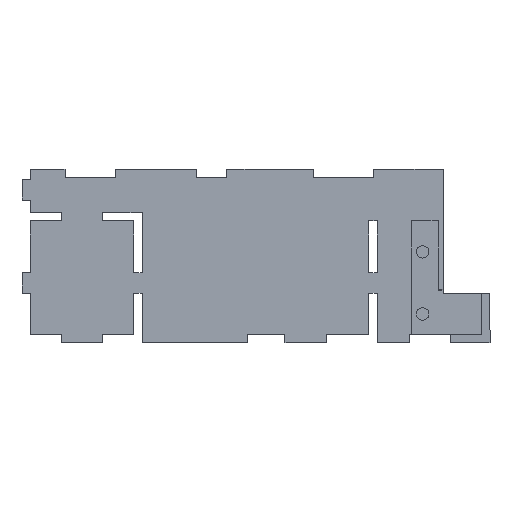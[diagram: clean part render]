
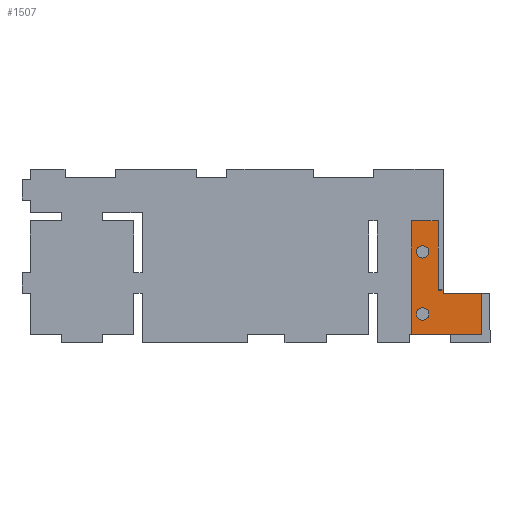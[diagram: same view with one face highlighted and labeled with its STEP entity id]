
A CAD part, top view. The second image highlights one B-rep face of the part: STEP entity #1507.
In plain terms, the highlighted planar face has unit normal (0, 0, 1).
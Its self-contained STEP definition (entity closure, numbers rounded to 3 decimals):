
#20=CIRCLE('',#1600,3.);
#21=CIRCLE('',#1601,3.);
#26=FACE_BOUND('',#149,.T.);
#27=FACE_BOUND('',#150,.T.);
#70=FACE_OUTER_BOUND('',#148,.T.);
#148=EDGE_LOOP('',(#1187,#1188,#1189,#1190,#1191,#1192,#1193,#1194,#1195));
#149=EDGE_LOOP('',(#1196));
#150=EDGE_LOOP('',(#1197));
#278=LINE('',#2200,#487);
#333=LINE('',#2311,#542);
#336=LINE('',#2316,#545);
#338=LINE('',#2321,#547);
#341=LINE('',#2327,#550);
#343=LINE('',#2331,#552);
#344=LINE('',#2333,#553);
#345=LINE('',#2335,#554);
#346=LINE('',#2336,#555);
#487=VECTOR('',#1763,10.);
#542=VECTOR('',#1860,10.);
#545=VECTOR('',#1865,10.);
#547=VECTOR('',#1869,10.);
#550=VECTOR('',#1874,10.);
#552=VECTOR('',#1880,10.);
#553=VECTOR('',#1883,10.);
#554=VECTOR('',#1884,10.);
#555=VECTOR('',#1885,10.);
#683=VERTEX_POINT('',#2197);
#684=VERTEX_POINT('',#2199);
#711=VERTEX_POINT('',#2287);
#718=VERTEX_POINT('',#2308);
#719=VERTEX_POINT('',#2310);
#720=VERTEX_POINT('',#2314);
#722=VERTEX_POINT('',#2320);
#724=VERTEX_POINT('',#2326);
#725=VERTEX_POINT('',#2334);
#726=VERTEX_POINT('',#2337);
#727=VERTEX_POINT('',#2339);
#840=EDGE_CURVE('',#683,#684,#278,.T.);
#895=EDGE_CURVE('',#718,#719,#333,.T.);
#898=EDGE_CURVE('',#711,#720,#336,.T.);
#900=EDGE_CURVE('',#722,#719,#338,.T.);
#903=EDGE_CURVE('',#724,#722,#341,.T.);
#906=EDGE_CURVE('',#683,#724,#343,.T.);
#907=EDGE_CURVE('',#711,#718,#344,.T.);
#908=EDGE_CURVE('',#720,#725,#345,.T.);
#909=EDGE_CURVE('',#684,#725,#346,.T.);
#910=EDGE_CURVE('',#726,#726,#20,.T.);
#911=EDGE_CURVE('',#727,#727,#21,.T.);
#1187=ORIENTED_EDGE('',*,*,#840,.F.);
#1188=ORIENTED_EDGE('',*,*,#906,.T.);
#1189=ORIENTED_EDGE('',*,*,#903,.T.);
#1190=ORIENTED_EDGE('',*,*,#900,.T.);
#1191=ORIENTED_EDGE('',*,*,#895,.F.);
#1192=ORIENTED_EDGE('',*,*,#907,.F.);
#1193=ORIENTED_EDGE('',*,*,#898,.T.);
#1194=ORIENTED_EDGE('',*,*,#908,.T.);
#1195=ORIENTED_EDGE('',*,*,#909,.F.);
#1196=ORIENTED_EDGE('',*,*,#910,.F.);
#1197=ORIENTED_EDGE('',*,*,#911,.F.);
#1433=PLANE('',#1599);
#1507=ADVANCED_FACE('',(#70,#26,#27),#1433,.T.);
#1599=AXIS2_PLACEMENT_3D('',#2332,#1881,#1882);
#1600=AXIS2_PLACEMENT_3D('',#2338,#1886,#1887);
#1601=AXIS2_PLACEMENT_3D('',#2340,#1888,#1889);
#1763=DIRECTION('',(0.,-1.,0.));
#1860=DIRECTION('',(0.,1.,0.));
#1865=DIRECTION('',(1.,0.,0.));
#1869=DIRECTION('',(-1.,0.,0.));
#1874=DIRECTION('',(0.,1.,0.));
#1880=DIRECTION('',(-1.,0.,0.));
#1881=DIRECTION('center_axis',(0.,0.,
1.));
#1882=DIRECTION('ref_axis',(1.,0.,0.));
#1883=DIRECTION('',(-1.,0.,0.));
#1884=DIRECTION('',(0.,1.,0.));
#1885=DIRECTION('',(1.,0.,0.));
#1886=DIRECTION('center_axis',(0.,0.,
1.));
#1887=DIRECTION('ref_axis',(0.,1.,0.));
#1888=DIRECTION('center_axis',(0.,0.,
1.));
#1889=DIRECTION('ref_axis',(0.,1.,0.));
#2197=CARTESIAN_POINT('',(-23.626,-58.439,2.375));
#2199=CARTESIAN_POINT('',(-23.626,-60.,2.375));
#2200=CARTESIAN_POINT('',(-23.626,-51.25,2.375));
#2287=CARTESIAN_POINT('',(-20.,-80.,2.375));
#2308=CARTESIAN_POINT('',(-39.,-80.,2.375));
#2310=CARTESIAN_POINT('',(-39.,-25.,2.375));
#2311=CARTESIAN_POINT('',(-39.,-33.75,2.375));
#2314=CARTESIAN_POINT('',(-5.,-80.,2.375));
#2316=CARTESIAN_POINT('',(-52.5,-80.,2.375));
#2320=CARTESIAN_POINT('',(-26.,-25.,2.375));
#2321=CARTESIAN_POINT('',(-75.,-25.,2.375));
#2326=CARTESIAN_POINT('',(-26.,-58.439,2.375));
#2327=CARTESIAN_POINT('',(-26.,-33.75,2.375));
#2331=CARTESIAN_POINT('',(-26.75,-58.439,2.375));
#2332=CARTESIAN_POINT('Origin',(-100.,-42.5,2.375));
#2333=CARTESIAN_POINT('',(-70.,-80.,2.375));
#2334=CARTESIAN_POINT('',(-5.,-60.,2.375));
#2335=CARTESIAN_POINT('',(-5.,-43.75,2.375));
#2336=CARTESIAN_POINT('',(-50.,-60.,2.375));
#2337=CARTESIAN_POINT('',(-33.5,-73.,2.375));
#2338=CARTESIAN_POINT('Origin',(-33.5,-70.,2.375));
#2339=CARTESIAN_POINT('',(-33.5,-43.,2.375));
#2340=CARTESIAN_POINT('Origin',(-33.5,-40.,2.375));
